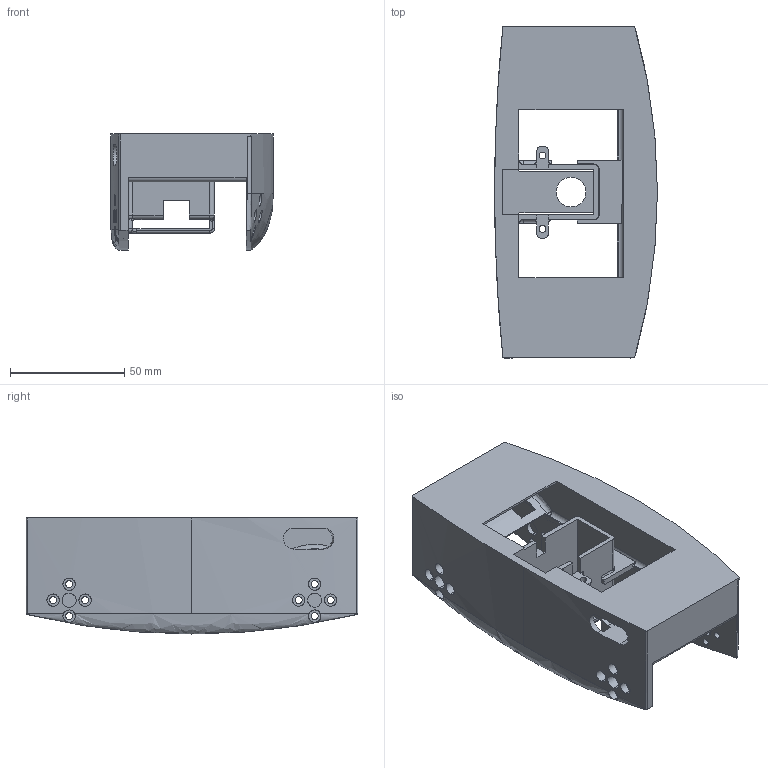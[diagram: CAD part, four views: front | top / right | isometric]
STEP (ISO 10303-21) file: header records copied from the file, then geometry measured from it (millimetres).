
FILE_DESCRIPTION (( 'STEP AP203' ), '1' );
FILE_NAME ('buttocks_Default_sldprt.STEP', '2018-02-02T07:11:53', ( '' ), ( '' ), 'SwSTEP 2.0', 'SolidWorks 2014', '' );
FILE_SCHEMA (( 'CONFIG_CONTROL_DESIGN' ));
Length unit declared in the file: millimetre
Products named in the file (1): buttocks_Default_sldprt
Bounding box: 71.35 x 145.4 x 50.84 mm (x, y, z)
Volume: 102193.9 mm3; surface area: 69738.1 mm2
Topology: 1 solids, 2 shells, 386 faces, 1122 edges, 726 vertices
Faces by surface type: plane 186, cylinder 166, torus 16, bspline 11, sphere 7
Entity records: 14933 total; most frequent: CARTESIAN_POINT 4564, ORIENTED_EDGE 2228, DIRECTION 2098, EDGE_CURVE 1114, AXIS2_PLACEMENT_3D 737, VERTEX_POINT 726, LINE 624, VECTOR 624
